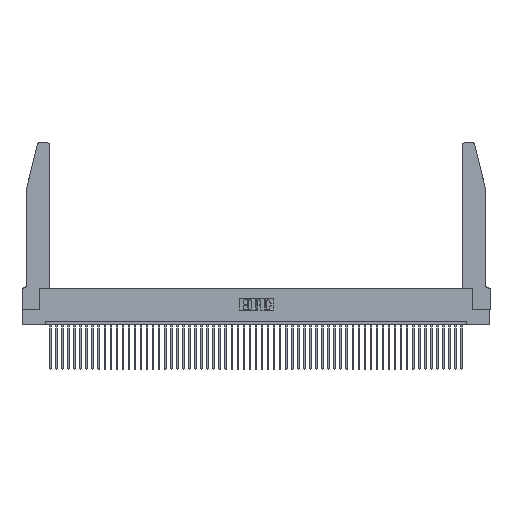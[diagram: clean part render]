
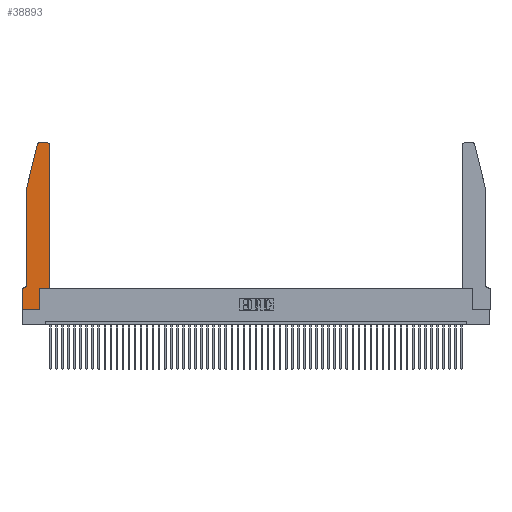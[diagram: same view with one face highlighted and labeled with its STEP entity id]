
A CAD part, top view. The second image highlights one B-rep face of the part: STEP entity #38893.
In plain terms, the highlighted planar face has unit normal (0, 0, 1).
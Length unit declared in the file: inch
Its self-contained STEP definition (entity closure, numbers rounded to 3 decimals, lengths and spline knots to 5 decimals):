
#694 = CARTESIAN_POINT ( 'NONE',  ( 0.0755, 2., 0.37 ) ) ;
#1191 = EDGE_CURVE ( 'NONE', #17137, #39796, #8819, .T. ) ;
#1701 = DIRECTION ( 'NONE',  ( 0., 0., 1. ) ) ;
#2105 = DIRECTION ( 'NONE',  ( 1., 0., 0. ) ) ;
#6424 = PLANE ( 'NONE',  #37803 ) ;
#6945 = DIRECTION ( 'NONE',  ( -1., 0., 0. ) ) ;
#8101 = LINE ( 'NONE', #27182, #22830 ) ;
#8231 = VERTEX_POINT ( 'NONE', #23599 ) ;
#8473 = AXIS2_PLACEMENT_3D ( 'NONE', #46119, #21576, #38099 ) ;
#8612 = DIRECTION ( 'NONE',  ( -1., 0., 0. ) ) ;
#8819 = LINE ( 'NONE', #9938, #33294 ) ;
#9040 = VECTOR ( 'NONE', #43462, 39.37008 ) ;
#9858 = CIRCLE ( 'NONE', #27676, 0.03 ) ;
#9938 = CARTESIAN_POINT ( 'NONE',  ( 0., 0., 0.37 ) ) ;
#11794 = DIRECTION ( 'NONE',  ( 1., 0., 0. ) ) ;
#12327 = CIRCLE ( 'NONE', #8473, 0.03 ) ;
#12710 = LINE ( 'NONE', #14238, #14621 ) ;
#12718 = VECTOR ( 'NONE', #29482, 39.37008 ) ;
#14238 = CARTESIAN_POINT ( 'NONE',  ( 0.2865, 0.35, 0.37 ) ) ;
#14621 = VECTOR ( 'NONE', #15009, 39.37008 ) ;
#15009 = DIRECTION ( 'NONE',  ( 0., 1., 0. ) ) ;
#15283 = DIRECTION ( 'NONE',  ( 0., 0., -1. ) ) ;
#15291 = EDGE_CURVE ( 'NONE', #20445, #17406, #20607, .T. ) ;
#15626 = CARTESIAN_POINT ( 'NONE',  ( 0.4505, 2.72, 0.37 ) ) ;
#15996 = ORIENTED_EDGE ( 'NONE', *, *, #32450, .T. ) ;
#16238 = LINE ( 'NONE', #36940, #30310 ) ;
#16812 = ORIENTED_EDGE ( 'NONE', *, *, #41447, .T. ) ;
#17137 = VERTEX_POINT ( 'NONE', #52043 ) ;
#17406 = VERTEX_POINT ( 'NONE', #29691 ) ;
#17781 = CARTESIAN_POINT ( 'NONE',  ( 0.0755, 2., 0.37 ) ) ;
#18063 = CARTESIAN_POINT ( 'NONE',  ( 0.4205, 2.72, 0.37 ) ) ;
#18879 = AXIS2_PLACEMENT_3D ( 'NONE', #40162, #15283, #6945 ) ;
#19600 = LINE ( 'NONE', #28981, #44018 ) ;
#20445 = VERTEX_POINT ( 'NONE', #42619 ) ;
#20607 = LINE ( 'NONE', #17781, #9040 ) ;
#21279 = CARTESIAN_POINT ( 'NONE',  ( 0.0755, 0.35, 0.37 ) ) ;
#21576 = DIRECTION ( 'NONE',  ( 0., 0., 1. ) ) ;
#22830 = VECTOR ( 'NONE', #52274, 39.37008 ) ;
#23599 = CARTESIAN_POINT ( 'NONE',  ( 0.0055, 0.35, 0.37 ) ) ;
#23949 = ORIENTED_EDGE ( 'NONE', *, *, #49654, .T. ) ;
#24722 = VECTOR ( 'NONE', #8612, 39.37008 ) ;
#25202 = EDGE_CURVE ( 'NONE', #8231, #17137, #50867, .T. ) ;
#26220 = DIRECTION ( 'NONE',  ( 0., -1., 0. ) ) ;
#26373 = ORIENTED_EDGE ( 'NONE', *, *, #33826, .T. ) ;
#27070 = EDGE_LOOP ( 'NONE', ( #23949, #15996, #44671, #37014, #26373, #40752, #38993, #44450, #41150, #52057, #27489, #16812 ) ) ;
#27182 = CARTESIAN_POINT ( 'NONE',  ( 0.4505, 0.35, 0.37 ) ) ;
#27303 = CARTESIAN_POINT ( 'NONE',  ( 0.284, 2.75, 0.37 ) ) ;
#27489 = ORIENTED_EDGE ( 'NONE', *, *, #31660, .T. ) ;
#27676 = AXIS2_PLACEMENT_3D ( 'NONE', #18063, #1701, #34540 ) ;
#27963 = VECTOR ( 'NONE', #44276, 39.37008 ) ;
#28647 = CARTESIAN_POINT ( 'NONE',  ( 0.2865, 0.35, 0.37 ) ) ;
#28769 = LINE ( 'NONE', #694, #12718 ) ;
#28981 = CARTESIAN_POINT ( 'NONE',  ( 0.2605, 2.75, 0.37 ) ) ;
#29482 = DIRECTION ( 'NONE',  ( 0., -1., 0. ) ) ;
#29485 = FACE_OUTER_BOUND ( 'NONE', #27070, .T. ) ;
#29691 = CARTESIAN_POINT ( 'NONE',  ( 0.0755, 2., 0.37 ) ) ;
#29913 = VERTEX_POINT ( 'NONE', #46333 ) ;
#30310 = VECTOR ( 'NONE', #11794, 39.37008 ) ;
#31660 = EDGE_CURVE ( 'NONE', #44512, #52153, #44014, .T. ) ;
#32450 = EDGE_CURVE ( 'NONE', #33257, #20445, #12327, .T. ) ;
#33257 = VERTEX_POINT ( 'NONE', #27303 ) ;
#33294 = VECTOR ( 'NONE', #26220, 39.37008 ) ;
#33430 = CARTESIAN_POINT ( 'NONE',  ( 0.2865, 0., 0.37 ) ) ;
#33826 = EDGE_CURVE ( 'NONE', #34192, #8231, #39815, .T. ) ;
#34192 = VERTEX_POINT ( 'NONE', #47572 ) ;
#34540 = DIRECTION ( 'NONE',  ( 1., 0., 0. ) ) ;
#36940 = CARTESIAN_POINT ( 'NONE',  ( 0., 0., 0.37 ) ) ;
#37014 = ORIENTED_EDGE ( 'NONE', *, *, #39434, .T. ) ;
#37548 = EDGE_CURVE ( 'NONE', #39796, #52474, #16238, .T. ) ;
#37803 = AXIS2_PLACEMENT_3D ( 'NONE', #50785, #43391, #2105 ) ;
#38099 = DIRECTION ( 'NONE',  ( 1., 0., 0. ) ) ;
#38893 = ADVANCED_FACE ( 'NONE', ( #29485 ), #6424, .T. ) ;
#38993 = ORIENTED_EDGE ( 'NONE', *, *, #1191, .T. ) ;
#39434 = EDGE_CURVE ( 'NONE', #17406, #34192, #28769, .T. ) ;
#39490 = CARTESIAN_POINT ( 'NONE',  ( 0.4505, 0.35, 0.37 ) ) ;
#39796 = VERTEX_POINT ( 'NONE', #51733 ) ;
#39815 = CIRCLE ( 'NONE', #18879, 0.07 ) ;
#40162 = CARTESIAN_POINT ( 'NONE',  ( 0.0055, 0.42, 0.37 ) ) ;
#40621 = EDGE_CURVE ( 'NONE', #47795, #44512, #8101, .T. ) ;
#40752 = ORIENTED_EDGE ( 'NONE', *, *, #25202, .T. ) ;
#41150 = ORIENTED_EDGE ( 'NONE', *, *, #48254, .T. ) ;
#41447 = EDGE_CURVE ( 'NONE', #52153, #29913, #9858, .T. ) ;
#42619 = CARTESIAN_POINT ( 'NONE',  ( 0.25487, 2.72718, 0.37 ) ) ;
#43391 = DIRECTION ( 'NONE',  ( 0., 0., 1. ) ) ;
#43462 = DIRECTION ( 'NONE',  ( -0.239, -0.971, 0. ) ) ;
#43879 = CARTESIAN_POINT ( 'NONE',  ( 0.4505, 0.35, 0.37 ) ) ;
#44014 = LINE ( 'NONE', #39490, #27963 ) ;
#44018 = VECTOR ( 'NONE', #49221, 39.37008 ) ;
#44276 = DIRECTION ( 'NONE',  ( 0., 1., 0. ) ) ;
#44450 = ORIENTED_EDGE ( 'NONE', *, *, #37548, .T. ) ;
#44512 = VERTEX_POINT ( 'NONE', #43879 ) ;
#44671 = ORIENTED_EDGE ( 'NONE', *, *, #15291, .T. ) ;
#46119 = CARTESIAN_POINT ( 'NONE',  ( 0.284, 2.72, 0.37 ) ) ;
#46333 = CARTESIAN_POINT ( 'NONE',  ( 0.4205, 2.75, 0.37 ) ) ;
#47572 = CARTESIAN_POINT ( 'NONE',  ( 0.0755, 0.42, 0.37 ) ) ;
#47795 = VERTEX_POINT ( 'NONE', #28647 ) ;
#48254 = EDGE_CURVE ( 'NONE', #52474, #47795, #12710, .T. ) ;
#49221 = DIRECTION ( 'NONE',  ( -1., 0., 0. ) ) ;
#49654 = EDGE_CURVE ( 'NONE', #29913, #33257, #19600, .T. ) ;
#50785 = CARTESIAN_POINT ( 'NONE',  ( 0., 0.35, 0.37 ) ) ;
#50867 = LINE ( 'NONE', #21279, #24722 ) ;
#51733 = CARTESIAN_POINT ( 'NONE',  ( 0., 0., 0.37 ) ) ;
#52043 = CARTESIAN_POINT ( 'NONE',  ( 0., 0.35, 0.37 ) ) ;
#52057 = ORIENTED_EDGE ( 'NONE', *, *, #40621, .T. ) ;
#52153 = VERTEX_POINT ( 'NONE', #15626 ) ;
#52274 = DIRECTION ( 'NONE',  ( 1., 0., 0. ) ) ;
#52474 = VERTEX_POINT ( 'NONE', #33430 ) ;
